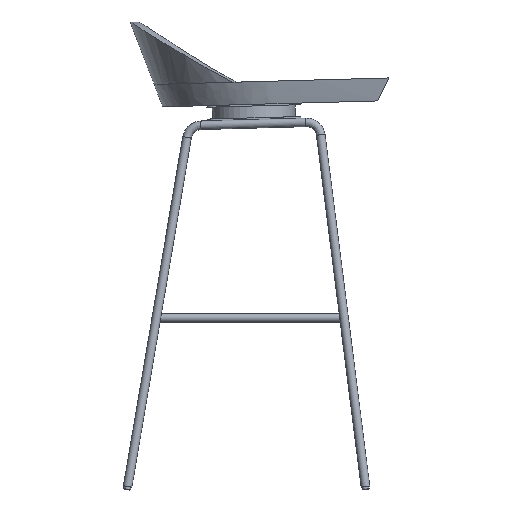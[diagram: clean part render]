
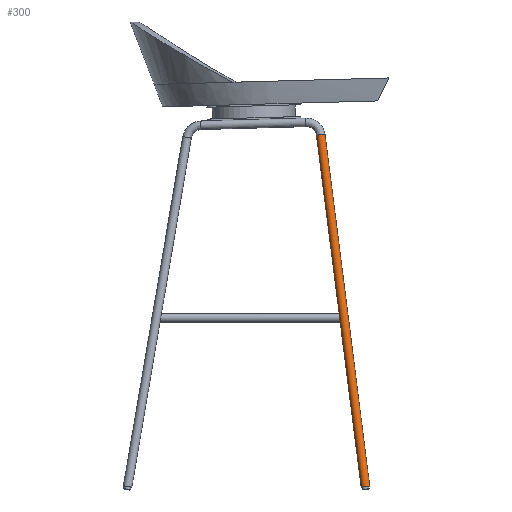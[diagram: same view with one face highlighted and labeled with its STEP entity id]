
A CAD part, left-side view. The second image highlights one B-rep face of the part: STEP entity #300.
In plain terms, the highlighted cylindrical face has radius 8 mm (diameter 16 mm), a full revolution.
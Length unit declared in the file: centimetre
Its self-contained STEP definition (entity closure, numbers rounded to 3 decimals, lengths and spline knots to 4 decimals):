
#59=(
BOUNDED_CURVE()
B_SPLINE_CURVE(3,(#2793,#2794,#2795,#2796),.UNSPECIFIED.,.F.,.F.)
B_SPLINE_CURVE_WITH_KNOTS((4,4),(0.,660.5286),.UNSPECIFIED.)
CURVE()
GEOMETRIC_REPRESENTATION_ITEM()
RATIONAL_B_SPLINE_CURVE((1.,1.,1.,1.))
REPRESENTATION_ITEM('')
);
#60=(
BOUNDED_CURVE()
B_SPLINE_CURVE(2,(#2797,#2798,#2799,#2800,#2801,#2802,#2803,#2804,#2805),
 .UNSPECIFIED.,.T.,.F.)
B_SPLINE_CURVE_WITH_KNOTS((3,2,2,2,3),(0.,12.5664,25.1327,
37.6991,50.2655),.UNSPECIFIED.)
CURVE()
GEOMETRIC_REPRESENTATION_ITEM()
RATIONAL_B_SPLINE_CURVE((1.,0.707,1.,0.707,1.,0.707,
1.,0.707,1.))
REPRESENTATION_ITEM('')
);
#61=(
BOUNDED_CURVE()
B_SPLINE_CURVE(2,(#2806,#2807,#2808,#2809,#2810,#2811,#2812,#2813,#2814),
 .UNSPECIFIED.,.T.,.F.)
B_SPLINE_CURVE_WITH_KNOTS((3,2,2,2,3),(-50.2655,-37.6991,
-25.1327,-12.5664,0.),.UNSPECIFIED.)
CURVE()
GEOMETRIC_REPRESENTATION_ITEM()
RATIONAL_B_SPLINE_CURVE((1.,0.707,1.,0.707,1.,0.707,
1.,0.707,1.))
REPRESENTATION_ITEM('')
);
#300=ADVANCED_FACE('',(#374),#1046,.T.);
#374=FACE_OUTER_BOUND('',#448,.T.);
#448=EDGE_LOOP('',(#558,#559,#560,#561));
#558=ORIENTED_EDGE('',*,*,#785,.T.);
#559=ORIENTED_EDGE('',*,*,#786,.T.);
#560=ORIENTED_EDGE('',*,*,#785,.F.);
#561=ORIENTED_EDGE('',*,*,#787,.T.);
#785=EDGE_CURVE('',#966,#967,#59,.T.);
#786=EDGE_CURVE('',#967,#967,#60,.T.);
#787=EDGE_CURVE('',#966,#966,#61,.T.);
#966=VERTEX_POINT('',#2787);
#967=VERTEX_POINT('',#2788);
#1046=CYLINDRICAL_SURFACE('',#1120,0.8);
#1120=AXIS2_PLACEMENT_3D('',#2584,#1188,$);
#1188=DIRECTION('',(-0.102,-0.126,-0.987));
#2584=CARTESIAN_POINT('',(-19.9757,-0.6341,1.3042));
#2787=CARTESIAN_POINT('',(-23.35,-3.9861,-31.3877));
#2788=CARTESIAN_POINT('',(-16.6013,4.3051,33.7943));
#2793=CARTESIAN_POINT('',(-23.35,-3.9861,-31.3877));
#2794=CARTESIAN_POINT('',(-21.1004,-1.2224,-9.6604));
#2795=CARTESIAN_POINT('',(-18.8509,1.5414,12.0669));
#2796=CARTESIAN_POINT('',(-16.6013,4.3051,33.7943));
#2797=CARTESIAN_POINT('',(-16.6013,4.3051,33.7943));
#2798=CARTESIAN_POINT('',(-15.8055,4.2948,33.7132));
#2799=CARTESIAN_POINT('',(-15.8055,3.5012,33.8141));
#2800=CARTESIAN_POINT('',(-15.8055,2.7076,33.9151));
#2801=CARTESIAN_POINT('',(-16.6013,2.7179,33.9962));
#2802=CARTESIAN_POINT('',(-17.3972,2.7282,34.0772));
#2803=CARTESIAN_POINT('',(-17.3972,3.5218,33.9763));
#2804=CARTESIAN_POINT('',(-17.3972,4.3154,33.8753));
#2805=CARTESIAN_POINT('',(-16.6013,4.3051,33.7943));
#2806=CARTESIAN_POINT('',(-23.35,-3.9861,-31.3877));
#2807=CARTESIAN_POINT('',(-24.1458,-3.9758,-31.3066));
#2808=CARTESIAN_POINT('',(-24.1458,-4.7694,-31.2057));
#2809=CARTESIAN_POINT('',(-24.1458,-5.563,-31.1047));
#2810=CARTESIAN_POINT('',(-23.35,-5.5733,-31.1858));
#2811=CARTESIAN_POINT('',(-22.5542,-5.5836,-31.2669));
#2812=CARTESIAN_POINT('',(-22.5542,-4.79,-31.3679));
#2813=CARTESIAN_POINT('',(-22.5542,-3.9964,-31.4688));
#2814=CARTESIAN_POINT('',(-23.35,-3.9861,-31.3877));
